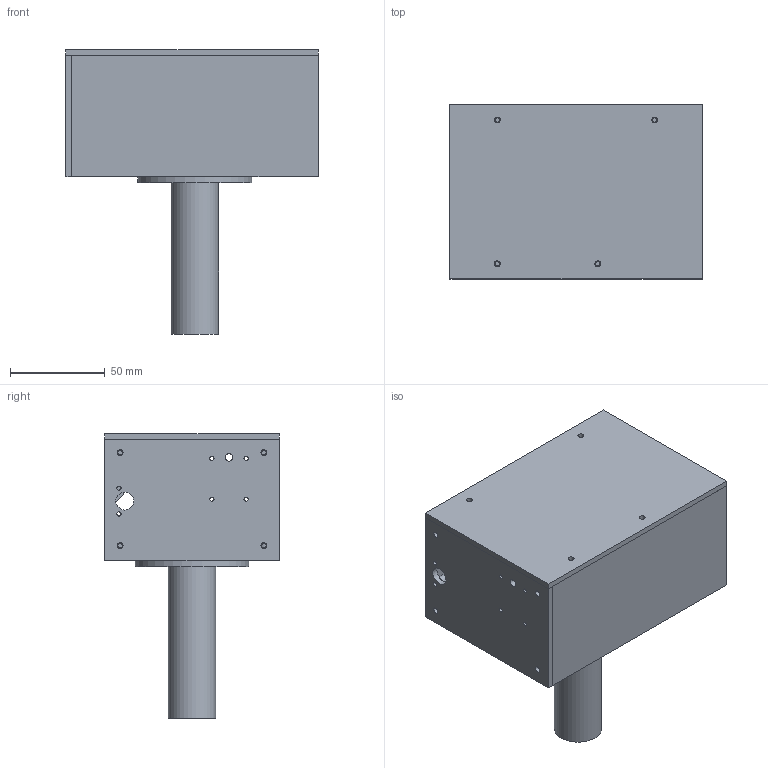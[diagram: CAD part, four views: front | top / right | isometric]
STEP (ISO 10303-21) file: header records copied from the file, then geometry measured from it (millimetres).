
FILE_DESCRIPTION(/* description */ (''),/* implementation_level */ '2;1');
FILE_NAME(/* name */ 'fb9801d2-68e7-4ae7-9c9a-b517fdbaf4d7.stp',/* time_stamp */ '2023-01-23T16:07:12Z',/* author */ (''),/* organization */ (''),/* preprocessor_version */ 'ST-DEVELOPER v19.2',/* originating_system */ 'Autodesk Translation Framework v11.17.0.187',/* authorisation */ '');
FILE_SCHEMA (('AUTOMOTIVE_DESIGN { 1 0 10303 214 3 1 1 }'));
Length unit declared in the file: millimetre
Products named in the file (4): Thermograph; Front.H; Deckel.H; Griff
Assembly tree (3 placements, depth 2):
  Thermograph
    Front.H
    Deckel.H
    Griff
Bounding box: 133.02 x 91.81 x 150.02 mm (x, y, z)
Volume: 200193.7 mm3; surface area: 118081.3 mm2
Topology: 4 solids, 4 shells, 188 faces, 461 edges, 306 vertices
Faces by surface type: plane 137, cylinder 51
Full cylindrical faces by diameter (mm): 2.2 x15, 2.4 x10, 3.1 x8, 4 x1, 5 x6, 5.5 x4, 7 x4, 9.5 x1, 25 x1, 60 x1
Entity records: 5765 total; most frequent: CARTESIAN_POINT 962, DIRECTION 953, ORIENTED_EDGE 922, EDGE_CURVE 461, LINE 359, VECTOR 359, VERTEX_POINT 306, AXIS2_PLACEMENT_3D 297
